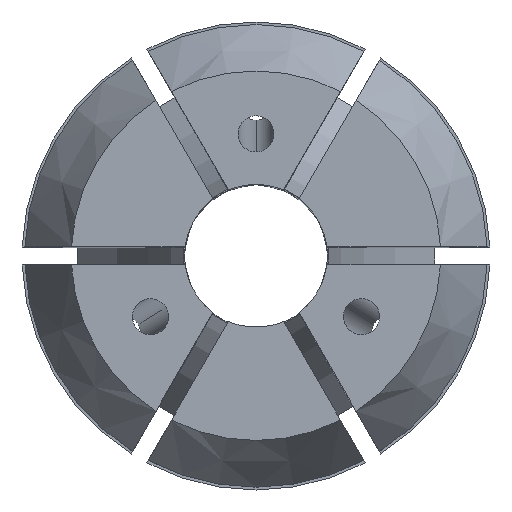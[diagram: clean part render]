
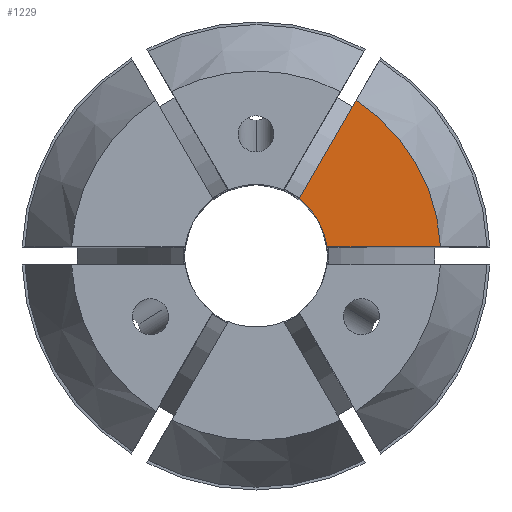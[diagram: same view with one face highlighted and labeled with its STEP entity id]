
A CAD part, top view. The second image highlights one B-rep face of the part: STEP entity #1229.
In plain terms, the highlighted planar face has unit normal (0, 0, 1).
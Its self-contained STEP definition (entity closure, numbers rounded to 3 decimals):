
#54 = EDGE_CURVE ( 'NONE', #2862, #81, #1585, .T. ) ;
#81 = VERTEX_POINT ( 'NONE', #1203 ) ;
#120 = ORIENTED_EDGE ( 'NONE', *, *, #54, .F. ) ;
#151 = LINE ( 'NONE', #877, #485 ) ;
#226 = AXIS2_PLACEMENT_3D ( 'NONE', #3367, #2158, #1566 ) ;
#247 = CARTESIAN_POINT ( 'NONE',  ( 5.558, 8.627, 34. ) ) ;
#291 = CARTESIAN_POINT ( 'NONE',  ( 0., 0., 34. ) ) ;
#485 = VECTOR ( 'NONE', #1110, 1000. ) ;
#502 = LINE ( 'NONE', #3104, #3580 ) ;
#814 = CARTESIAN_POINT ( 'NONE',  ( 0., 10.263, 34. ) ) ;
#877 = CARTESIAN_POINT ( 'NONE',  ( 0., 0.5, 34. ) ) ;
#1110 = DIRECTION ( 'NONE',  ( -1., 0., 0. ) ) ;
#1143 = EDGE_CURVE ( 'NONE', #3792, #2862, #151, .T. ) ;
#1147 = CIRCLE ( 'NONE', #2330, 10.263 ) ;
#1203 = CARTESIAN_POINT ( 'NONE',  ( 2.402, 3.16, 34. ) ) ;
#1229 = ADVANCED_FACE ( 'NONE', ( #2462 ), #3880, .T. ) ;
#1452 = CARTESIAN_POINT ( 'NONE',  ( 3.937, 0.5, 34. ) ) ;
#1566 = DIRECTION ( 'NONE',  ( 1., 0., 0. ) ) ;
#1585 = CIRCLE ( 'NONE', #226, 3.969 ) ;
#1627 = VERTEX_POINT ( 'NONE', #247 ) ;
#1784 = DIRECTION ( 'NONE',  ( -1., 0., 0. ) ) ;
#2014 = DIRECTION ( 'NONE',  ( 1., 0., 0. ) ) ;
#2077 = EDGE_CURVE ( 'NONE', #1627, #3792, #1147, .T. ) ;
#2158 = DIRECTION ( 'NONE',  ( 0., 0., 1. ) ) ;
#2330 = AXIS2_PLACEMENT_3D ( 'NONE', #291, #3653, #1784 ) ;
#2462 = FACE_OUTER_BOUND ( 'NONE', #2778, .T. ) ;
#2778 = EDGE_LOOP ( 'NONE', ( #3278, #120, #3781, #3515 ) ) ;
#2862 = VERTEX_POINT ( 'NONE', #1452 ) ;
#2943 = DIRECTION ( 'NONE',  ( 0., 0., 1. ) ) ;
#3104 = CARTESIAN_POINT ( 'NONE',  ( 4.877, 7.447, 34. ) ) ;
#3110 = EDGE_CURVE ( 'NONE', #81, #1627, #502, .T. ) ;
#3161 = CARTESIAN_POINT ( 'NONE',  ( 10.251, 0.5, 34. ) ) ;
#3278 = ORIENTED_EDGE ( 'NONE', *, *, #3110, .F. ) ;
#3367 = CARTESIAN_POINT ( 'NONE',  ( 0., 0., 34. ) ) ;
#3382 = DIRECTION ( 'NONE',  ( 0.5, 0.866, 0. ) ) ;
#3515 = ORIENTED_EDGE ( 'NONE', *, *, #2077, .F. ) ;
#3580 = VECTOR ( 'NONE', #3382, 1000. ) ;
#3653 = DIRECTION ( 'NONE',  ( 0., 0., -1. ) ) ;
#3726 = AXIS2_PLACEMENT_3D ( 'NONE', #814, #2943, #2014 ) ;
#3781 = ORIENTED_EDGE ( 'NONE', *, *, #1143, .F. ) ;
#3792 = VERTEX_POINT ( 'NONE', #3161 ) ;
#3880 = PLANE ( 'NONE',  #3726 ) ;
